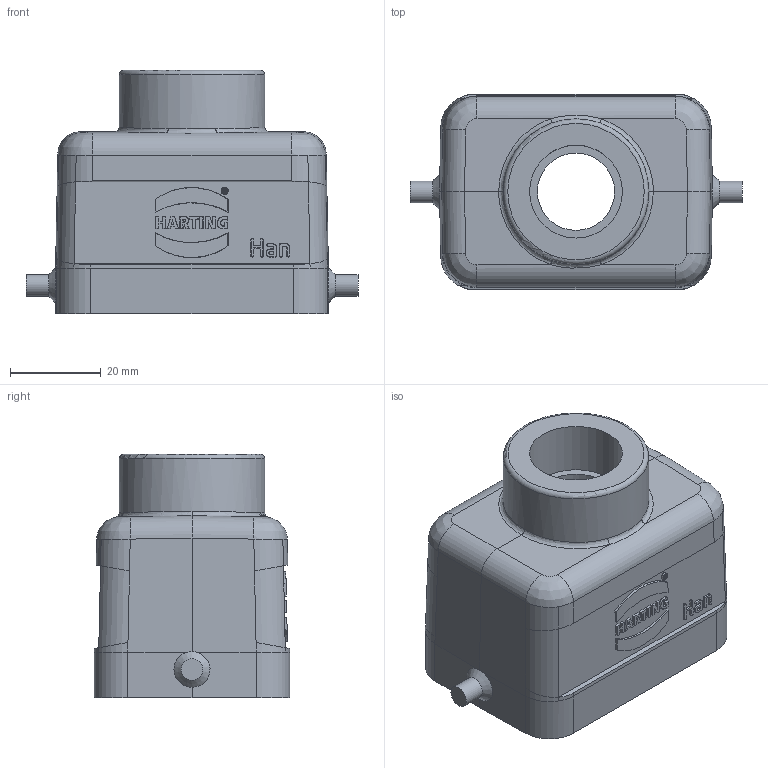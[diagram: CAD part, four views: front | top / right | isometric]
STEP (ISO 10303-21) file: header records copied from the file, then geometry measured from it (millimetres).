
FILE_DESCRIPTION(/* description */ (''),/* implementation_level */ '2;1');
FILE_NAME(/* name */ '100760708ugm000_a.stp',/* time_stamp */ '2019-08-01T08:55:36+02:00',/* author */ (''),/* organization */ (''),/* preprocessor_version */ 'ST-DEVELOPER v16.7',/* originating_system */ 'SIEMENS PLM Software NX 12.0',/* authorisation */ '');
FILE_SCHEMA (('AUTOMOTIVE_DESIGN { 1 0 10303 214 3 1 1 1 }'));
Length unit declared in the file: millimetre
Products named in the file (1): 100760708ugm000_a
Bounding box: 73 x 43 x 53.5 mm (x, y, z)
Volume: 36405.2 mm3; surface area: 20850.2 mm2
Topology: 1 solids, 1 shells, 268 faces, 659 edges, 412 vertices
Faces by surface type: plane 147, cylinder 67, bspline 50, cone 2, torus 2
Full cylindrical faces by diameter (mm): 3 x4, 4.8 x2, 17 x1, 20.4 x1, 32 x1
Entity records: 10805 total; most frequent: CARTESIAN_POINT 4178, ORIENTED_EDGE 1250, DIRECTION 1147, EDGE_CURVE 625, VERTEX_POINT 400, AXIS2_PLACEMENT_3D 385, LINE 377, VECTOR 377
